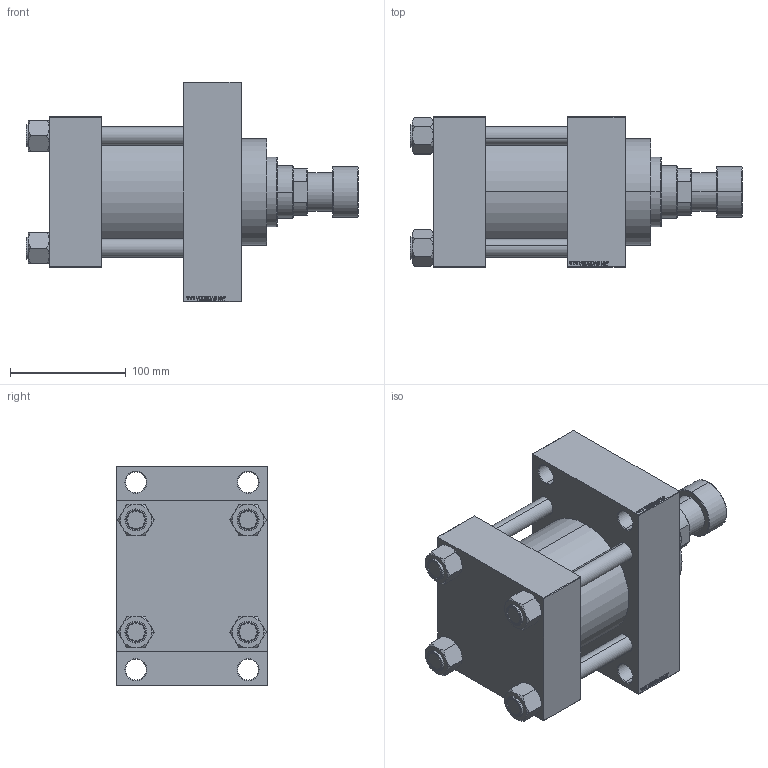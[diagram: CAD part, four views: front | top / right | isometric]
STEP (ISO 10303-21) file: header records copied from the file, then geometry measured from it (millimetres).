
FILE_DESCRIPTION (( 'STEP AP203' ), '1' );
FILE_NAME ('f5cd.STEP', '2023-09-06T11:34:08', ( '' ), ( '' ), 'SwSTEP 2.0', 'SolidWorks 2019', '' );
FILE_SCHEMA (( 'CONFIG_CONTROL_DESIGN' ));
Length unit declared in the file: millimetre
Products named in the file (7): NUT_M5_D ae7a18da8dca8d7a7ac554bb48d55f4c; V215CR_D_TYCINKA ae7a18da8dca8d7a7ac554bb48d55f4c; V215_VC_A ae7a18da8dca8d7a7ac554bb48d55f4c; V215CR_VCP_D ae7a18da8dca8d7a7ac554bb48d55f4c; f5cd; V215CR_ROD_END_F ae7a18da8dca8d7a7ac554bb48d55f4c; V215CR_D_Body ae7a18da8dca8d7a7ac554bb48d55f4c
Assembly tree (12 placements, depth 2):
  f5cd
    V215CR_D_Body ae7a18da8dca8d7a7ac554bb48d55f4c
    V215CR_VCP_D ae7a18da8dca8d7a7ac554bb48d55f4c
    NUT_M5_D ae7a18da8dca8d7a7ac554bb48d55f4c  x4
    V215CR_D_TYCINKA ae7a18da8dca8d7a7ac554bb48d55f4c  x4
    V215_VC_A ae7a18da8dca8d7a7ac554bb48d55f4c
    V215CR_ROD_END_F ae7a18da8dca8d7a7ac554bb48d55f4c
Bounding box: 287 x 130 x 190 mm (x, y, z)
Volume: 2659047.5 mm3; surface area: 360772.5 mm2
Topology: 12 solids, 12 shells, 1165 faces, 2928 edges, 1899 vertices
Faces by surface type: plane 548, bspline 368, cone 144, cylinder 93, torus 12
Entity records: 48131 total; most frequent: CARTESIAN_POINT 25238, ORIENTED_EDGE 5120, DIRECTION 3344, EDGE_CURVE 2560, VERTEX_POINT 1677, VECTOR 1534, LINE 1534, EDGE_LOOP 1141
